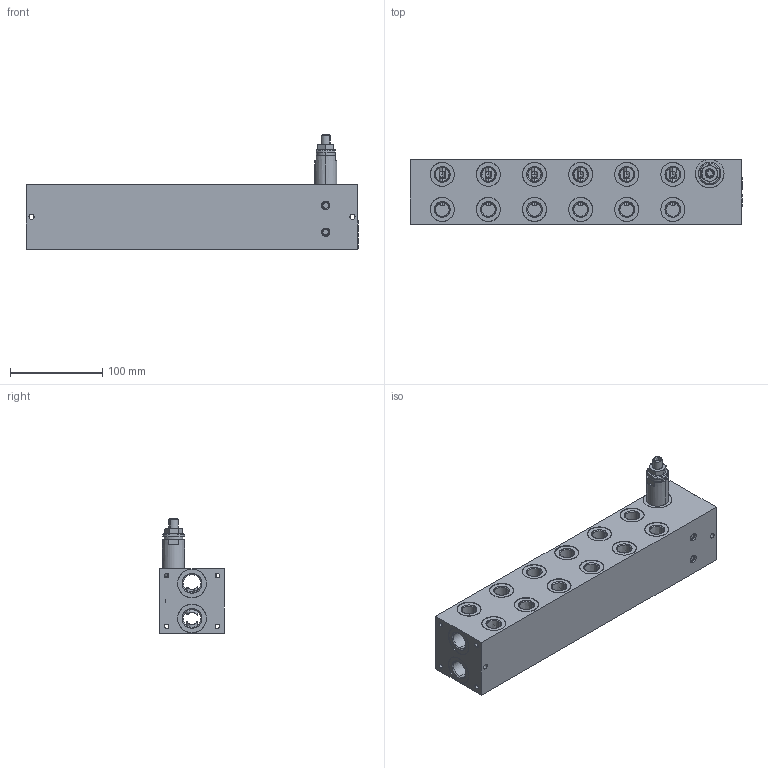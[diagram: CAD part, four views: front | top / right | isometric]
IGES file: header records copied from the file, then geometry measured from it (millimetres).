
Start section: SolidWorks IGES file using analytic representation for surfaces
Global section: file name: BM5706C-001.igs; native system: SolidWorks 2014; preprocessor: SolidWorks 2014; author: serviziopdm; date: 160912.163154; units: millimetre
Bounding box: 360 x 70 x 124.1 mm (x, y, z)
Surface area: 160275.8 mm2 (no closed solid volume)
Topology: 0 solids, 0 shells, 317 faces, 7693 edges, 7681 vertices
Faces by surface type: revolution 264, bspline 53
